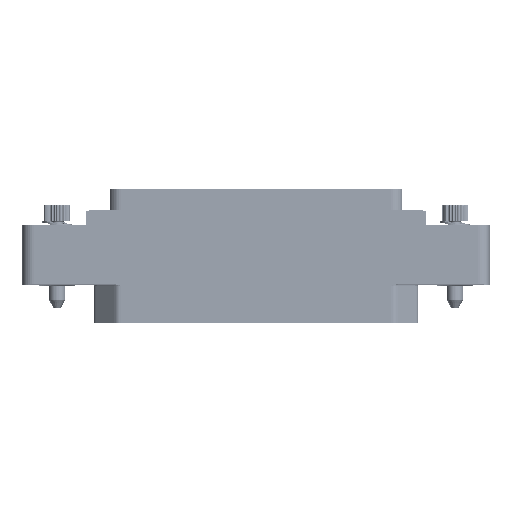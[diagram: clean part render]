
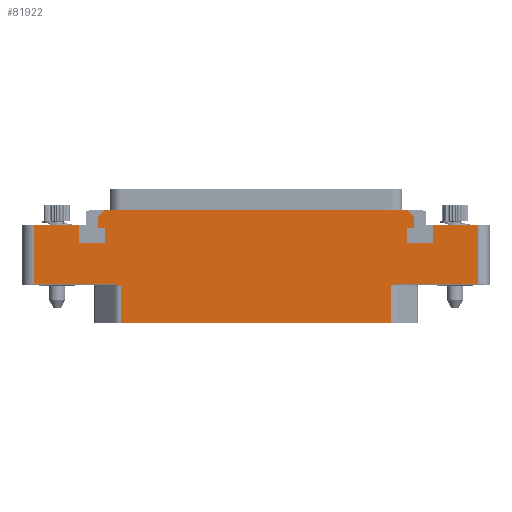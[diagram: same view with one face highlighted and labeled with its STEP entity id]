
A CAD part, top view. The second image highlights one B-rep face of the part: STEP entity #81922.
In plain terms, the highlighted planar face has unit normal (0, 0, 1).
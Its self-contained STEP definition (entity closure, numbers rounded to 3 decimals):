
#4396=DIRECTION('',(-1.,0.,0.));
#4397=VECTOR('',#4396,46.236);
#4398=CARTESIAN_POINT('',(23.118,-6.5,7.));
#4399=LINE('',#4398,#4397);
#4542=DIRECTION('',(0.,1.,0.));
#4543=VECTOR('',#4542,6.3);
#4544=CARTESIAN_POINT('',(23.118,-6.5,7.));
#4545=LINE('',#4544,#4543);
#4551=CARTESIAN_POINT('',(23.118,-0.2,7.));
#4552=CARTESIAN_POINT('',(23.14,-0.192,7.));
#4553=CARTESIAN_POINT('',(23.184,-0.176,7.));
#4554=CARTESIAN_POINT('',(23.251,-0.152,7.));
#4555=CARTESIAN_POINT('',(23.318,-0.128,7.));
#4556=CARTESIAN_POINT('',(23.385,-0.106,7.));
#4557=CARTESIAN_POINT('',(23.451,-0.085,7.));
#4558=CARTESIAN_POINT('',(23.515,-0.066,7.));
#4559=CARTESIAN_POINT('',(23.577,-0.049,7.));
#4560=CARTESIAN_POINT('',(23.636,-0.035,7.));
#4561=CARTESIAN_POINT('',(23.688,-0.024,7.));
#4562=CARTESIAN_POINT('',(23.734,-0.016,7.));
#4563=CARTESIAN_POINT('',(23.776,-0.01,7.));
#4564=CARTESIAN_POINT('',(23.814,-0.005,7.));
#4565=CARTESIAN_POINT('',(23.85,-0.002,7.));
#4566=CARTESIAN_POINT('',(23.884,0.,7.));
#4567=CARTESIAN_POINT('',(23.907,0.,7.));
#4568=CARTESIAN_POINT('',(23.918,0.,7.));
#4575=DIRECTION('',(1.,0.,0.));
#4576=VECTOR('',#4575,7.8);
#4577=CARTESIAN_POINT('',(-38.,10.25,7.));
#4578=LINE('',#4577,#4576);
#4579=DIRECTION('',(0.,-1.,0.));
#4580=VECTOR('',#4579,3.2);
#4581=CARTESIAN_POINT('',(-30.2,10.25,7.));
#4582=LINE('',#4581,#4580);
#4583=DIRECTION('',(1.,0.,0.));
#4584=VECTOR('',#4583,4.4);
#4585=CARTESIAN_POINT('',(-30.2,7.05,7.));
#4586=LINE('',#4585,#4584);
#4587=DIRECTION('',(0.,1.,0.));
#4588=VECTOR('',#4587,2.6);
#4589=CARTESIAN_POINT('',(-25.8,7.05,7.));
#4590=LINE('',#4589,#4588);
#4591=DIRECTION('',(-1.,0.,0.));
#4592=VECTOR('',#4591,1.2);
#4593=CARTESIAN_POINT('',(-25.8,9.65,7.));
#4594=LINE('',#4593,#4592);
#4595=DIRECTION('',(0.,-1.,0.));
#4596=VECTOR('',#4595,1.9);
#4597=CARTESIAN_POINT('',(-27.,11.55,7.));
#4598=LINE('',#4597,#4596);
#4599=DIRECTION('',(1.,0.,0.));
#4600=VECTOR('',#4599,51.6);
#4601=CARTESIAN_POINT('',(-25.8,12.75,7.));
#4602=LINE('',#4601,#4600);
#4603=DIRECTION('',(0.,-1.,0.));
#4604=VECTOR('',#4603,1.9);
#4605=CARTESIAN_POINT('',(27.,11.55,7.));
#4606=LINE('',#4605,#4604);
#4607=DIRECTION('',(-1.,0.,0.));
#4608=VECTOR('',#4607,1.2);
#4609=CARTESIAN_POINT('',(27.,9.65,7.));
#4610=LINE('',#4609,#4608);
#4611=DIRECTION('',(0.,-1.,0.));
#4612=VECTOR('',#4611,2.6);
#4613=CARTESIAN_POINT('',(25.8,9.65,7.));
#4614=LINE('',#4613,#4612);
#4615=DIRECTION('',(1.,0.,0.));
#4616=VECTOR('',#4615,4.4);
#4617=CARTESIAN_POINT('',(25.8,7.05,7.));
#4618=LINE('',#4617,#4616);
#4619=DIRECTION('',(0.,1.,0.));
#4620=VECTOR('',#4619,3.2);
#4621=CARTESIAN_POINT('',(30.2,7.05,7.));
#4622=LINE('',#4621,#4620);
#4623=DIRECTION('',(1.,0.,0.));
#4624=VECTOR('',#4623,7.8);
#4625=CARTESIAN_POINT('',(30.2,10.25,7.));
#4626=LINE('',#4625,#4624);
#4627=DIRECTION('',(1.,0.,0.));
#4628=VECTOR('',#4627,14.082);
#4629=CARTESIAN_POINT('',(23.918,0.,7.));
#4630=LINE('',#4629,#4628);
#4656=DIRECTION('',(0.,1.,0.));
#4657=VECTOR('',#4656,10.25);
#4658=CARTESIAN_POINT('',(38.,0.,7.));
#4659=LINE('',#4658,#4657);
#4952=DIRECTION('',(0.707,-0.707,0.));
#4953=VECTOR('',#4952,1.697);
#4954=CARTESIAN_POINT('',(25.8,12.75,7.));
#4955=LINE('',#4954,#4953);
#5012=DIRECTION('',(-0.707,-0.707,0.));
#5013=VECTOR('',#5012,1.697);
#5014=CARTESIAN_POINT('',(-25.8,12.75,7.));
#5015=LINE('',#5014,#5013);
#5134=DIRECTION('',(0.,-1.,0.));
#5135=VECTOR('',#5134,10.25);
#5136=CARTESIAN_POINT('',(-38.,10.25,7.));
#5137=LINE('',#5136,#5135);
#5169=DIRECTION('',(1.,0.,0.));
#5170=VECTOR('',#5169,14.082);
#5171=CARTESIAN_POINT('',(-38.,0.,7.));
#5172=LINE('',#5171,#5170);
#5284=CARTESIAN_POINT('',(-23.918,0.,7.));
#5285=CARTESIAN_POINT('',(-23.907,0.,7.));
#5286=CARTESIAN_POINT('',(-23.884,0.,7.));
#5287=CARTESIAN_POINT('',(-23.85,-0.002,7.));
#5288=CARTESIAN_POINT('',(-23.814,-0.005,7.));
#5289=CARTESIAN_POINT('',(-23.776,-0.01,7.));
#5290=CARTESIAN_POINT('',(-23.734,-0.016,7.));
#5291=CARTESIAN_POINT('',(-23.688,-0.024,7.));
#5292=CARTESIAN_POINT('',(-23.636,-0.035,7.));
#5293=CARTESIAN_POINT('',(-23.577,-0.049,7.));
#5294=CARTESIAN_POINT('',(-23.515,-0.066,7.));
#5295=CARTESIAN_POINT('',(-23.451,-0.085,7.));
#5296=CARTESIAN_POINT('',(-23.385,-0.106,7.));
#5297=CARTESIAN_POINT('',(-23.318,-0.128,7.));
#5298=CARTESIAN_POINT('',(-23.251,-0.152,7.));
#5299=CARTESIAN_POINT('',(-23.184,-0.176,7.));
#5300=CARTESIAN_POINT('',(-23.14,-0.192,7.));
#5301=CARTESIAN_POINT('',(-23.118,-0.2,7.));
#5303=DIRECTION('',(0.,1.,0.));
#5304=VECTOR('',#5303,6.3);
#5305=CARTESIAN_POINT('',(-23.118,-6.5,7.));
#5306=LINE('',#5305,#5304);
#64190=CARTESIAN_POINT('',(-30.2,10.25,7.));
#64191=CARTESIAN_POINT('',(-30.2,7.05,7.));
#64192=VERTEX_POINT('',#64190);
#64193=VERTEX_POINT('',#64191);
#64194=CARTESIAN_POINT('',(-25.8,7.05,7.));
#64195=VERTEX_POINT('',#64194);
#64196=CARTESIAN_POINT('',(-25.8,9.65,7.));
#64197=VERTEX_POINT('',#64196);
#64198=CARTESIAN_POINT('',(-27.,9.65,7.));
#64199=VERTEX_POINT('',#64198);
#64200=CARTESIAN_POINT('',(27.,9.65,7.));
#64201=CARTESIAN_POINT('',(25.8,9.65,7.));
#64202=VERTEX_POINT('',#64200);
#64203=VERTEX_POINT('',#64201);
#64204=CARTESIAN_POINT('',(25.8,7.05,7.));
#64205=VERTEX_POINT('',#64204);
#64206=CARTESIAN_POINT('',(30.2,7.05,7.));
#64207=VERTEX_POINT('',#64206);
#64208=CARTESIAN_POINT('',(30.2,10.25,7.));
#64209=VERTEX_POINT('',#64208);
#64214=CARTESIAN_POINT('',(-27.,11.55,7.));
#64216=VERTEX_POINT('',#64214);
#64218=CARTESIAN_POINT('',(-25.8,12.75,7.));
#64219=VERTEX_POINT('',#64218);
#64220=CARTESIAN_POINT('',(27.,11.55,7.));
#64222=VERTEX_POINT('',#64220);
#64224=CARTESIAN_POINT('',(25.8,12.75,7.));
#64225=VERTEX_POINT('',#64224);
#64302=CARTESIAN_POINT('',(38.,0.,7.));
#64303=CARTESIAN_POINT('',(38.,10.25,7.));
#64304=VERTEX_POINT('',#64302);
#64305=VERTEX_POINT('',#64303);
#64310=CARTESIAN_POINT('',(-38.,10.25,7.));
#64311=CARTESIAN_POINT('',(-38.,0.,7.));
#64312=VERTEX_POINT('',#64310);
#64313=VERTEX_POINT('',#64311);
#64535=CARTESIAN_POINT('',(23.118,-6.5,7.));
#64537=VERTEX_POINT('',#64535);
#64538=CARTESIAN_POINT('',(-23.118,-6.5,7.));
#64540=VERTEX_POINT('',#64538);
#64570=CARTESIAN_POINT('',(-23.118,-0.2,7.));
#64571=VERTEX_POINT('',#64570);
#64572=CARTESIAN_POINT('',(-23.918,0.,7.));
#64573=VERTEX_POINT('',#64572);
#64574=CARTESIAN_POINT('',(23.118,-0.2,7.));
#64576=VERTEX_POINT('',#64574);
#64578=CARTESIAN_POINT('',(23.918,0.,7.));
#64580=VERTEX_POINT('',#64578);
#81870=CARTESIAN_POINT('',(0.,0.,7.));
#81871=DIRECTION('',(0.,0.,-1.));
#81872=DIRECTION('',(-1.,0.,0.));
#81873=AXIS2_PLACEMENT_3D('',#81870,#81871,#81872);
#81874=PLANE('',#81873);
#81876=ORIENTED_EDGE('',*,*,#81875,.F.);
#81877=ORIENTED_EDGE('',*,*,#81862,.F.);
#81878=ORIENTED_EDGE('',*,*,#81851,.F.);
#81879=ORIENTED_EDGE('',*,*,#81701,.T.);
#81881=ORIENTED_EDGE('',*,*,#81880,.T.);
#81883=ORIENTED_EDGE('',*,*,#81882,.F.);
#81885=ORIENTED_EDGE('',*,*,#81884,.F.);
#81887=ORIENTED_EDGE('',*,*,#81886,.F.);
#81889=ORIENTED_EDGE('',*,*,#81888,.T.);
#81891=ORIENTED_EDGE('',*,*,#81890,.T.);
#81893=ORIENTED_EDGE('',*,*,#81892,.T.);
#81895=ORIENTED_EDGE('',*,*,#81894,.T.);
#81897=ORIENTED_EDGE('',*,*,#81896,.T.);
#81899=ORIENTED_EDGE('',*,*,#81898,.F.);
#81901=ORIENTED_EDGE('',*,*,#81900,.F.);
#81903=ORIENTED_EDGE('',*,*,#81902,.T.);
#81905=ORIENTED_EDGE('',*,*,#81904,.T.);
#81907=ORIENTED_EDGE('',*,*,#81906,.T.);
#81909=ORIENTED_EDGE('',*,*,#81908,.T.);
#81911=ORIENTED_EDGE('',*,*,#81910,.T.);
#81913=ORIENTED_EDGE('',*,*,#81912,.T.);
#81915=ORIENTED_EDGE('',*,*,#81914,.T.);
#81917=ORIENTED_EDGE('',*,*,#81916,.T.);
#81919=ORIENTED_EDGE('',*,*,#81918,.F.);
#81920=EDGE_LOOP('',(#81876,#81877,#81878,#81879,#81881,#81883,#81885,#81887,
#81889,#81891,#81893,#81895,#81897,#81899,#81901,#81903,#81905,#81907,#81909,
#81911,#81913,#81915,#81917,#81919));
#81921=FACE_OUTER_BOUND('',#81920,.F.);
#81922=ADVANCED_FACE('',(#81921),#81874,.F.);
#4569=B_SPLINE_CURVE_WITH_KNOTS('',3,(#4551,#4552,#4553,#4554,#4555,#4556,#4557,
#4558,#4559,#4560,#4561,#4562,#4563,#4564,#4565,#4566,#4567,#4568),
.UNSPECIFIED.,.F.,.F.,(4,1,1,1,1,1,1,1,1,1,1,1,1,1,1,4),(0.,0.067,
0.133,0.2,0.267,0.333,0.4,
0.467,0.533,0.6,0.667,0.733,
0.8,0.867,0.933,1.),.UNSPECIFIED.);
#5302=B_SPLINE_CURVE_WITH_KNOTS('',3,(#5284,#5285,#5286,#5287,#5288,#5289,#5290,
#5291,#5292,#5293,#5294,#5295,#5296,#5297,#5298,#5299,#5300,#5301),
.UNSPECIFIED.,.F.,.F.,(4,1,1,1,1,1,1,1,1,1,1,1,1,1,1,4),(0.,0.067,
0.133,0.2,0.267,0.333,0.4,
0.467,0.533,0.6,0.667,0.733,
0.8,0.867,0.933,1.),.UNSPECIFIED.);
#81701=EDGE_CURVE('',#64537,#64540,#4399,.T.);
#81851=EDGE_CURVE('',#64537,#64576,#4545,.T.);
#81862=EDGE_CURVE('',#64576,#64580,#4569,.T.);
#81875=EDGE_CURVE('',#64580,#64304,#4630,.T.);
#81880=EDGE_CURVE('',#64540,#64571,#5306,.T.);
#81882=EDGE_CURVE('',#64573,#64571,#5302,.T.);
#81884=EDGE_CURVE('',#64313,#64573,#5172,.T.);
#81886=EDGE_CURVE('',#64312,#64313,#5137,.T.);
#81888=EDGE_CURVE('',#64312,#64192,#4578,.T.);
#81890=EDGE_CURVE('',#64192,#64193,#4582,.T.);
#81892=EDGE_CURVE('',#64193,#64195,#4586,.T.);
#81894=EDGE_CURVE('',#64195,#64197,#4590,.T.);
#81896=EDGE_CURVE('',#64197,#64199,#4594,.T.);
#81898=EDGE_CURVE('',#64216,#64199,#4598,.T.);
#81900=EDGE_CURVE('',#64219,#64216,#5015,.T.);
#81902=EDGE_CURVE('',#64219,#64225,#4602,.T.);
#81904=EDGE_CURVE('',#64225,#64222,#4955,.T.);
#81906=EDGE_CURVE('',#64222,#64202,#4606,.T.);
#81908=EDGE_CURVE('',#64202,#64203,#4610,.T.);
#81910=EDGE_CURVE('',#64203,#64205,#4614,.T.);
#81912=EDGE_CURVE('',#64205,#64207,#4618,.T.);
#81914=EDGE_CURVE('',#64207,#64209,#4622,.T.);
#81916=EDGE_CURVE('',#64209,#64305,#4626,.T.);
#81918=EDGE_CURVE('',#64304,#64305,#4659,.T.);
